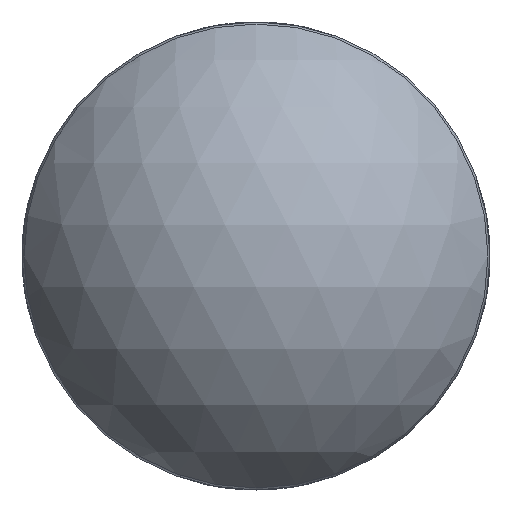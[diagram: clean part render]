
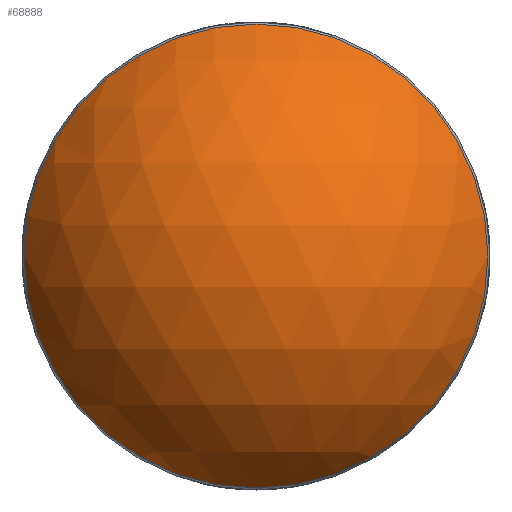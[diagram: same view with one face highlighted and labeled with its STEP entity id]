
A CAD part, left-side view. The second image highlights one B-rep face of the part: STEP entity #68888.
In plain terms, the highlighted spherical face has radius 15 mm.
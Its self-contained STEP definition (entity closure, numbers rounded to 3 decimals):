
#14014=SPHERICAL_SURFACE('',#70124,15.);
#21107=FACE_OUTER_BOUND('',#26253,.T.);
#26253=EDGE_LOOP('',(#63634));
#26421=CIRCLE('',#70125,13.232);
#31923=VERTEX_POINT('',#186405);
#42498=EDGE_CURVE('',#31923,#31923,#26421,.T.);
#63634=ORIENTED_EDGE('',*,*,#42498,.F.);
#68888=ADVANCED_FACE('',(#21107),#14014,.T.);
#70124=AXIS2_PLACEMENT_3D('',#186404,#73042,#73043);
#70125=AXIS2_PLACEMENT_3D('',#186406,#73044,#73045);
#73042=DIRECTION('center_axis',(0.,0.,
1.));
#73043=DIRECTION('ref_axis',(-1.,-0.001,0.));
#73044=DIRECTION('center_axis',(1.,0.,0.));
#73045=DIRECTION('ref_axis',(0.,0.,-1.));
#186404=CARTESIAN_POINT('Origin',(-8.5,0.,0.));
#186405=CARTESIAN_POINT('',(-15.565,0.,13.232));
#186406=CARTESIAN_POINT('Origin',(-15.565,0.,0.));
